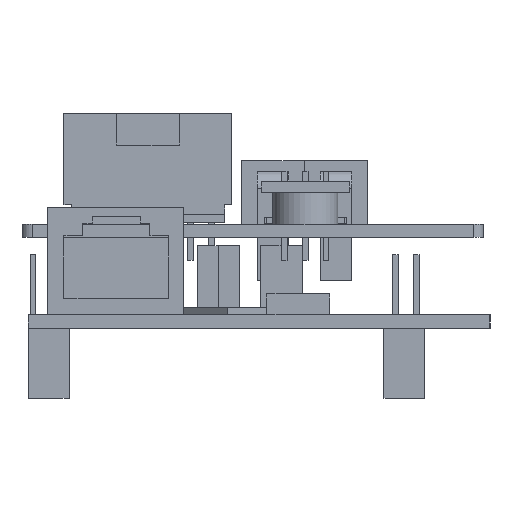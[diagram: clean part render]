
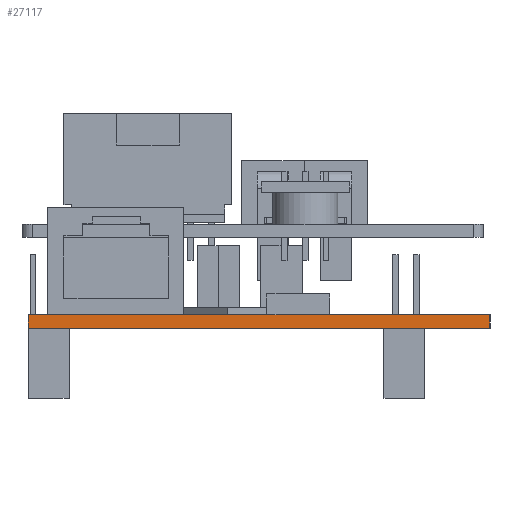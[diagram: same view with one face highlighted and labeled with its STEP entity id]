
A CAD part, left-side view. The second image highlights one B-rep face of the part: STEP entity #27117.
In plain terms, the highlighted face is planar.
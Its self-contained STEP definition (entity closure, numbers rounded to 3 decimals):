
#16108 = PLANE('',#16109);
#16109 = AXIS2_PLACEMENT_3D('',#16110,#16111,#16112);
#16110 = CARTESIAN_POINT('',(0.,0.,1.613));
#16111 = DIRECTION('',(0.,0.,1.));
#16112 = DIRECTION('',(1.,0.,0.));
#16217 = VERTEX_POINT('',#16218);
#16218 = CARTESIAN_POINT('',(124.46,-0.003,1.613));
#16232 = PLANE('',#16233);
#16233 = AXIS2_PLACEMENT_3D('',#16234,#16235,#16236);
#16234 = CARTESIAN_POINT('',(0.,-0.003,0.));
#16235 = DIRECTION('',(0.,-1.,0.));
#16236 = DIRECTION('',(0.,0.,-1.));
#16244 = EDGE_CURVE('',#16217,#16245,#16247,.T.);
#16245 = VERTEX_POINT('',#16246);
#16246 = CARTESIAN_POINT('',(124.46,2.286,1.613));
#16247 = SURFACE_CURVE('',#16248,(#16252,#16259),.PCURVE_S1.);
#16248 = LINE('',#16249,#16250);
#16249 = CARTESIAN_POINT('',(124.46,0.,1.613));
#16250 = VECTOR('',#16251,1.);
#16251 = DIRECTION('',(0.,1.,0.));
#16252 = PCURVE('',#16108,#16253);
#16253 = DEFINITIONAL_REPRESENTATION('',(#16254),#16258);
#16254 = LINE('',#16255,#16256);
#16255 = CARTESIAN_POINT('',(124.46,0.));
#16256 = VECTOR('',#16257,1.);
#16257 = DIRECTION('',(0.,1.));
#16258 = ( GEOMETRIC_REPRESENTATION_CONTEXT(2) 
PARAMETRIC_REPRESENTATION_CONTEXT() REPRESENTATION_CONTEXT('2D SPACE',''
  ) );
#16259 = PCURVE('',#16260,#16265);
#16260 = PLANE('',#16261);
#16261 = AXIS2_PLACEMENT_3D('',#16262,#16263,#16264);
#16262 = CARTESIAN_POINT('',(124.46,0.,1.613));
#16263 = DIRECTION('',(-1.,0.,0.));
#16264 = DIRECTION('',(0.,-1.,0.));
#16265 = DEFINITIONAL_REPRESENTATION('',(#16266),#16270);
#16266 = LINE('',#16267,#16268);
#16267 = CARTESIAN_POINT('',(0.,0.));
#16268 = VECTOR('',#16269,1.);
#16269 = DIRECTION('',(-1.,0.));
#16270 = ( GEOMETRIC_REPRESENTATION_CONTEXT(2) 
PARAMETRIC_REPRESENTATION_CONTEXT() REPRESENTATION_CONTEXT('2D SPACE',''
  ) );
#16329 = VERTEX_POINT('',#16330);
#16330 = CARTESIAN_POINT('',(124.46,18.847,1.613));
#16356 = EDGE_CURVE('',#16329,#16357,#16359,.T.);
#16357 = VERTEX_POINT('',#16358);
#16358 = CARTESIAN_POINT('',(124.46,28.88,1.613));
#16359 = SURFACE_CURVE('',#16360,(#16364,#16371),.PCURVE_S1.);
#16360 = LINE('',#16361,#16362);
#16361 = CARTESIAN_POINT('',(124.46,0.,1.613));
#16362 = VECTOR('',#16363,1.);
#16363 = DIRECTION('',(0.,1.,0.));
#16364 = PCURVE('',#16108,#16365);
#16365 = DEFINITIONAL_REPRESENTATION('',(#16366),#16370);
#16366 = LINE('',#16367,#16368);
#16367 = CARTESIAN_POINT('',(124.46,0.));
#16368 = VECTOR('',#16369,1.);
#16369 = DIRECTION('',(0.,1.));
#16370 = ( GEOMETRIC_REPRESENTATION_CONTEXT(2) 
PARAMETRIC_REPRESENTATION_CONTEXT() REPRESENTATION_CONTEXT('2D SPACE',''
  ) );
#16371 = PCURVE('',#16260,#16372);
#16372 = DEFINITIONAL_REPRESENTATION('',(#16373),#16377);
#16373 = LINE('',#16374,#16375);
#16374 = CARTESIAN_POINT('',(0.,0.));
#16375 = VECTOR('',#16376,1.);
#16376 = DIRECTION('',(-1.,0.));
#16377 = ( GEOMETRIC_REPRESENTATION_CONTEXT(2) 
PARAMETRIC_REPRESENTATION_CONTEXT() REPRESENTATION_CONTEXT('2D SPACE',''
  ) );
#16436 = VERTEX_POINT('',#16437);
#16437 = CARTESIAN_POINT('',(124.46,36.5,1.613));
#16463 = EDGE_CURVE('',#16436,#16464,#16466,.T.);
#16464 = VERTEX_POINT('',#16465);
#16465 = CARTESIAN_POINT('',(124.46,55.88,1.613));
#16466 = SURFACE_CURVE('',#16467,(#16471,#16478),.PCURVE_S1.);
#16467 = LINE('',#16468,#16469);
#16468 = CARTESIAN_POINT('',(124.46,0.,1.613));
#16469 = VECTOR('',#16470,1.);
#16470 = DIRECTION('',(0.,1.,0.));
#16471 = PCURVE('',#16108,#16472);
#16472 = DEFINITIONAL_REPRESENTATION('',(#16473),#16477);
#16473 = LINE('',#16474,#16475);
#16474 = CARTESIAN_POINT('',(124.46,0.));
#16475 = VECTOR('',#16476,1.);
#16476 = DIRECTION('',(0.,1.));
#16477 = ( GEOMETRIC_REPRESENTATION_CONTEXT(2) 
PARAMETRIC_REPRESENTATION_CONTEXT() REPRESENTATION_CONTEXT('2D SPACE',''
  ) );
#16478 = PCURVE('',#16260,#16479);
#16479 = DEFINITIONAL_REPRESENTATION('',(#16480),#16484);
#16480 = LINE('',#16481,#16482);
#16481 = CARTESIAN_POINT('',(0.,0.));
#16482 = VECTOR('',#16483,1.);
#16483 = DIRECTION('',(-1.,0.));
#16484 = ( GEOMETRIC_REPRESENTATION_CONTEXT(2) 
PARAMETRIC_REPRESENTATION_CONTEXT() REPRESENTATION_CONTEXT('2D SPACE',''
  ) );
#16502 = PLANE('',#16503);
#16503 = AXIS2_PLACEMENT_3D('',#16504,#16505,#16506);
#16504 = CARTESIAN_POINT('',(124.46,55.88,1.613));
#16505 = DIRECTION('',(0.,-1.,0.));
#16506 = DIRECTION('',(1.,0.,0.));
#26731 = PLANE('',#26732);
#26732 = AXIS2_PLACEMENT_3D('',#26733,#26734,#26735);
#26733 = CARTESIAN_POINT('',(0.,0.,0.));
#26734 = DIRECTION('',(0.,0.,1.));
#26735 = DIRECTION('',(1.,0.,0.));
#27117 = ADVANCED_FACE('',(#27118),#16260,.F.);
#27118 = FACE_BOUND('',#27119,.F.);
#27119 = EDGE_LOOP('',(#27120,#27143,#27144,#27170,#27171,#27197,#27198,
    #27221));
#27120 = ORIENTED_EDGE('',*,*,#27121,.T.);
#27121 = EDGE_CURVE('',#27122,#16217,#27124,.T.);
#27122 = VERTEX_POINT('',#27123);
#27123 = CARTESIAN_POINT('',(124.46,-0.003,
    0.));
#27124 = SURFACE_CURVE('',#27125,(#27129,#27136),.PCURVE_S1.);
#27125 = LINE('',#27126,#27127);
#27126 = CARTESIAN_POINT('',(124.46,-0.003,
    0.));
#27127 = VECTOR('',#27128,1.);
#27128 = DIRECTION('',(0.,0.,1.));
#27129 = PCURVE('',#16260,#27130);
#27130 = DEFINITIONAL_REPRESENTATION('',(#27131),#27135);
#27131 = LINE('',#27132,#27133);
#27132 = CARTESIAN_POINT('',(0.003,-1.613));
#27133 = VECTOR('',#27134,1.);
#27134 = DIRECTION('',(0.,1.));
#27135 = ( GEOMETRIC_REPRESENTATION_CONTEXT(2) 
PARAMETRIC_REPRESENTATION_CONTEXT() REPRESENTATION_CONTEXT('2D SPACE',''
  ) );
#27136 = PCURVE('',#16232,#27137);
#27137 = DEFINITIONAL_REPRESENTATION('',(#27138),#27142);
#27138 = LINE('',#27139,#27140);
#27139 = CARTESIAN_POINT('',(0.,124.46));
#27140 = VECTOR('',#27141,1.);
#27141 = DIRECTION('',(-1.,0.));
#27142 = ( GEOMETRIC_REPRESENTATION_CONTEXT(2) 
PARAMETRIC_REPRESENTATION_CONTEXT() REPRESENTATION_CONTEXT('2D SPACE',''
  ) );
#27143 = ORIENTED_EDGE('',*,*,#16244,.T.);
#27144 = ORIENTED_EDGE('',*,*,#27145,.T.);
#27145 = EDGE_CURVE('',#16245,#16329,#27146,.T.);
#27146 = SURFACE_CURVE('',#27147,(#27151,#27158),.PCURVE_S1.);
#27147 = LINE('',#27148,#27149);
#27148 = CARTESIAN_POINT('',(124.46,0.,1.613));
#27149 = VECTOR('',#27150,1.);
#27150 = DIRECTION('',(0.,1.,0.));
#27151 = PCURVE('',#16260,#27152);
#27152 = DEFINITIONAL_REPRESENTATION('',(#27153),#27157);
#27153 = LINE('',#27154,#27155);
#27154 = CARTESIAN_POINT('',(0.,0.));
#27155 = VECTOR('',#27156,1.);
#27156 = DIRECTION('',(-1.,0.));
#27157 = ( GEOMETRIC_REPRESENTATION_CONTEXT(2) 
PARAMETRIC_REPRESENTATION_CONTEXT() REPRESENTATION_CONTEXT('2D SPACE',''
  ) );
#27158 = PCURVE('',#27159,#27164);
#27159 = PLANE('',#27160);
#27160 = AXIS2_PLACEMENT_3D('',#27161,#27162,#27163);
#27161 = CARTESIAN_POINT('',(0.,0.,1.613));
#27162 = DIRECTION('',(0.,0.,-1.));
#27163 = DIRECTION('',(-1.,0.,0.));
#27164 = DEFINITIONAL_REPRESENTATION('',(#27165),#27169);
#27165 = LINE('',#27166,#27167);
#27166 = CARTESIAN_POINT('',(-124.46,0.));
#27167 = VECTOR('',#27168,1.);
#27168 = DIRECTION('',(0.,1.));
#27169 = ( GEOMETRIC_REPRESENTATION_CONTEXT(2) 
PARAMETRIC_REPRESENTATION_CONTEXT() REPRESENTATION_CONTEXT('2D SPACE',''
  ) );
#27170 = ORIENTED_EDGE('',*,*,#16356,.T.);
#27171 = ORIENTED_EDGE('',*,*,#27172,.T.);
#27172 = EDGE_CURVE('',#16357,#16436,#27173,.T.);
#27173 = SURFACE_CURVE('',#27174,(#27178,#27185),.PCURVE_S1.);
#27174 = LINE('',#27175,#27176);
#27175 = CARTESIAN_POINT('',(124.46,0.,1.613));
#27176 = VECTOR('',#27177,1.);
#27177 = DIRECTION('',(0.,1.,0.));
#27178 = PCURVE('',#16260,#27179);
#27179 = DEFINITIONAL_REPRESENTATION('',(#27180),#27184);
#27180 = LINE('',#27181,#27182);
#27181 = CARTESIAN_POINT('',(0.,0.));
#27182 = VECTOR('',#27183,1.);
#27183 = DIRECTION('',(-1.,0.));
#27184 = ( GEOMETRIC_REPRESENTATION_CONTEXT(2) 
PARAMETRIC_REPRESENTATION_CONTEXT() REPRESENTATION_CONTEXT('2D SPACE',''
  ) );
#27185 = PCURVE('',#27186,#27191);
#27186 = PLANE('',#27187);
#27187 = AXIS2_PLACEMENT_3D('',#27188,#27189,#27190);
#27188 = CARTESIAN_POINT('',(0.,0.,1.613));
#27189 = DIRECTION('',(0.,0.,1.));
#27190 = DIRECTION('',(1.,0.,0.));
#27191 = DEFINITIONAL_REPRESENTATION('',(#27192),#27196);
#27192 = LINE('',#27193,#27194);
#27193 = CARTESIAN_POINT('',(124.46,0.));
#27194 = VECTOR('',#27195,1.);
#27195 = DIRECTION('',(0.,1.));
#27196 = ( GEOMETRIC_REPRESENTATION_CONTEXT(2) 
PARAMETRIC_REPRESENTATION_CONTEXT() REPRESENTATION_CONTEXT('2D SPACE',''
  ) );
#27197 = ORIENTED_EDGE('',*,*,#16463,.T.);
#27198 = ORIENTED_EDGE('',*,*,#27199,.T.);
#27199 = EDGE_CURVE('',#16464,#27200,#27202,.T.);
#27200 = VERTEX_POINT('',#27201);
#27201 = CARTESIAN_POINT('',(124.46,55.88,0.));
#27202 = SURFACE_CURVE('',#27203,(#27207,#27214),.PCURVE_S1.);
#27203 = LINE('',#27204,#27205);
#27204 = CARTESIAN_POINT('',(124.46,55.88,1.613));
#27205 = VECTOR('',#27206,1.);
#27206 = DIRECTION('',(0.,0.,-1.));
#27207 = PCURVE('',#16260,#27208);
#27208 = DEFINITIONAL_REPRESENTATION('',(#27209),#27213);
#27209 = LINE('',#27210,#27211);
#27210 = CARTESIAN_POINT('',(-55.88,0.));
#27211 = VECTOR('',#27212,1.);
#27212 = DIRECTION('',(0.,-1.));
#27213 = ( GEOMETRIC_REPRESENTATION_CONTEXT(2) 
PARAMETRIC_REPRESENTATION_CONTEXT() REPRESENTATION_CONTEXT('2D SPACE',''
  ) );
#27214 = PCURVE('',#16502,#27215);
#27215 = DEFINITIONAL_REPRESENTATION('',(#27216),#27220);
#27216 = LINE('',#27217,#27218);
#27217 = CARTESIAN_POINT('',(0.,0.));
#27218 = VECTOR('',#27219,1.);
#27219 = DIRECTION('',(0.,-1.));
#27220 = ( GEOMETRIC_REPRESENTATION_CONTEXT(2) 
PARAMETRIC_REPRESENTATION_CONTEXT() REPRESENTATION_CONTEXT('2D SPACE',''
  ) );
#27221 = ORIENTED_EDGE('',*,*,#27222,.F.);
#27222 = EDGE_CURVE('',#27122,#27200,#27223,.T.);
#27223 = SURFACE_CURVE('',#27224,(#27228,#27235),.PCURVE_S1.);
#27224 = LINE('',#27225,#27226);
#27225 = CARTESIAN_POINT('',(124.46,0.,0.));
#27226 = VECTOR('',#27227,1.);
#27227 = DIRECTION('',(0.,1.,0.));
#27228 = PCURVE('',#16260,#27229);
#27229 = DEFINITIONAL_REPRESENTATION('',(#27230),#27234);
#27230 = LINE('',#27231,#27232);
#27231 = CARTESIAN_POINT('',(0.,-1.613));
#27232 = VECTOR('',#27233,1.);
#27233 = DIRECTION('',(-1.,0.));
#27234 = ( GEOMETRIC_REPRESENTATION_CONTEXT(2) 
PARAMETRIC_REPRESENTATION_CONTEXT() REPRESENTATION_CONTEXT('2D SPACE',''
  ) );
#27235 = PCURVE('',#26731,#27236);
#27236 = DEFINITIONAL_REPRESENTATION('',(#27237),#27241);
#27237 = LINE('',#27238,#27239);
#27238 = CARTESIAN_POINT('',(124.46,0.));
#27239 = VECTOR('',#27240,1.);
#27240 = DIRECTION('',(0.,1.));
#27241 = ( GEOMETRIC_REPRESENTATION_CONTEXT(2) 
PARAMETRIC_REPRESENTATION_CONTEXT() REPRESENTATION_CONTEXT('2D SPACE',''
  ) );
